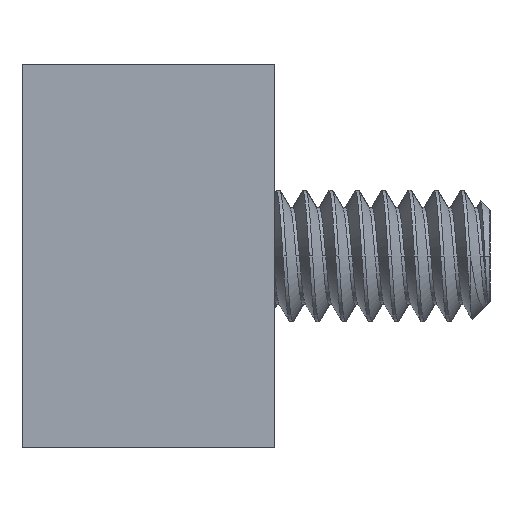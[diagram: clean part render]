
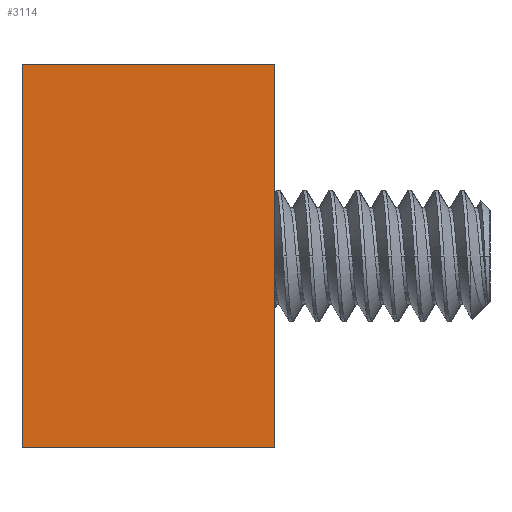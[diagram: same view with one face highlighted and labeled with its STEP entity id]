
A CAD part, left-side view. The second image highlights one B-rep face of the part: STEP entity #3114.
In plain terms, the highlighted planar face has unit normal (-1, 0, 0).
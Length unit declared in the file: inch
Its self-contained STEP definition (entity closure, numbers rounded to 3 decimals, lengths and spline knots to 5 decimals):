
#203 = ORIENTED_EDGE ( 'NONE', *, *, #495, .F. ) ;
#374 = DIRECTION ( 'NONE',  ( 0., 1., 0. ) ) ;
#396 = LINE ( 'NONE', #1688, #3885 ) ;
#495 = EDGE_CURVE ( 'NONE', #1935, #1442, #396, .T. ) ;
#507 = VECTOR ( 'NONE', #3178, 39.37008 ) ;
#761 = FACE_OUTER_BOUND ( 'NONE', #3480, .T. ) ;
#837 = PLANE ( 'NONE',  #2807 ) ;
#839 = CARTESIAN_POINT ( 'NONE',  ( 0., 0., 0. ) ) ;
#868 = VECTOR ( 'NONE', #1794, 39.37008 ) ;
#1112 = CARTESIAN_POINT ( 'NONE',  ( 0., 0., -0.72992 ) ) ;
#1116 = EDGE_CURVE ( 'NONE', #1896, #3044, #4206, .T. ) ;
#1155 = DIRECTION ( 'NONE',  ( -1., 0., 0. ) ) ;
#1442 = VERTEX_POINT ( 'NONE', #3009 ) ;
#1457 = CARTESIAN_POINT ( 'NONE',  ( 0., 0.47992, 0. ) ) ;
#1501 = CARTESIAN_POINT ( 'NONE',  ( 0., 0.47992, 0. ) ) ;
#1688 = CARTESIAN_POINT ( 'NONE',  ( 0., 0., -0.72992 ) ) ;
#1727 = VECTOR ( 'NONE', #3540, 39.37008 ) ;
#1730 = LINE ( 'NONE', #3827, #868 ) ;
#1794 = DIRECTION ( 'NONE',  ( 0., 0., -1. ) ) ;
#1896 = VERTEX_POINT ( 'NONE', #3483 ) ;
#1935 = VERTEX_POINT ( 'NONE', #1112 ) ;
#2043 = EDGE_CURVE ( 'NONE', #3044, #1442, #3434, .T. ) ;
#2202 = ORIENTED_EDGE ( 'NONE', *, *, #1116, .T. ) ;
#2507 = CARTESIAN_POINT ( 'NONE',  ( 0., 0., 0. ) ) ;
#2682 = ORIENTED_EDGE ( 'NONE', *, *, #2043, .T. ) ;
#2807 = AXIS2_PLACEMENT_3D ( 'NONE', #2507, #1155, #3524 ) ;
#3009 = CARTESIAN_POINT ( 'NONE',  ( 0., 0.47992, -0.72992 ) ) ;
#3044 = VERTEX_POINT ( 'NONE', #1457 ) ;
#3047 = EDGE_CURVE ( 'NONE', #1896, #1935, #1730, .T. ) ;
#3114 = ADVANCED_FACE ( 'NONE', ( #761 ), #837, .T. ) ;
#3153 = ORIENTED_EDGE ( 'NONE', *, *, #3047, .F. ) ;
#3178 = DIRECTION ( 'NONE',  ( 0., 1., 0. ) ) ;
#3434 = LINE ( 'NONE', #1501, #1727 ) ;
#3480 = EDGE_LOOP ( 'NONE', ( #2202, #2682, #203, #3153 ) ) ;
#3483 = CARTESIAN_POINT ( 'NONE',  ( 0., 0., 0. ) ) ;
#3524 = DIRECTION ( 'NONE',  ( 0., 0., 1. ) ) ;
#3540 = DIRECTION ( 'NONE',  ( 0., 0., -1. ) ) ;
#3827 = CARTESIAN_POINT ( 'NONE',  ( 0., 0., 0. ) ) ;
#3885 = VECTOR ( 'NONE', #374, 39.37008 ) ;
#4206 = LINE ( 'NONE', #839, #507 ) ;
